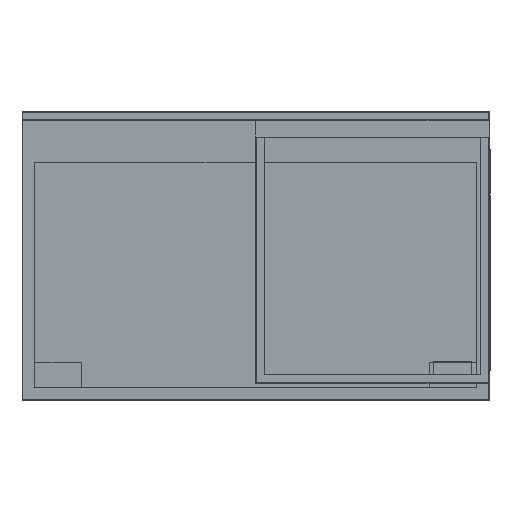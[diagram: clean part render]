
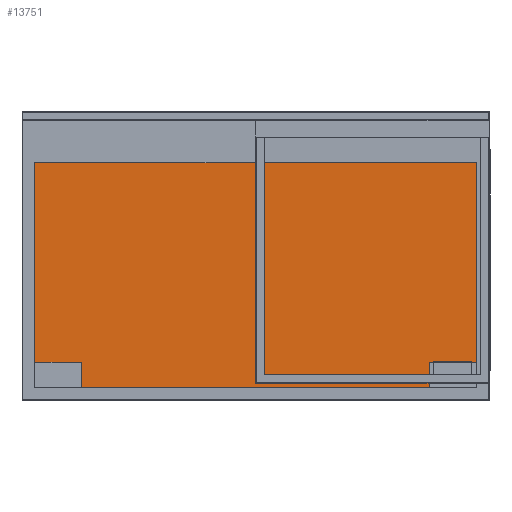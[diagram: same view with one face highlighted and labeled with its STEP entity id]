
A CAD part, front view. The second image highlights one B-rep face of the part: STEP entity #13751.
In plain terms, the highlighted planar face has unit normal (0, -1, 0).
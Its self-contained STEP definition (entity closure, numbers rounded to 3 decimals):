
#164 = VECTOR ( 'NONE', #14144, 1000. ) ;
#311 = CARTESIAN_POINT ( 'NONE',  ( 410., 0.8, -570. ) ) ;
#619 = EDGE_CURVE ( 'NONE', #9814, #4790, #8492, .T. ) ;
#1084 = EDGE_CURVE ( 'NONE', #7150, #10910, #14414, .T. ) ;
#1736 = VECTOR ( 'NONE', #6658, 1000. ) ;
#1781 = CARTESIAN_POINT ( 'NONE',  ( -410., 0.8, -630. ) ) ;
#1981 = DIRECTION ( 'NONE',  ( -1., 0., 0. ) ) ;
#2188 = CARTESIAN_POINT ( 'NONE',  ( 520., 0.8, -630. ) ) ;
#2614 = LINE ( 'NONE', #5984, #5322 ) ;
#2694 = CARTESIAN_POINT ( 'NONE',  ( -520., 0.8, -570. ) ) ;
#3035 = DIRECTION ( 'NONE',  ( 0., 0., 1. ) ) ;
#3122 = EDGE_CURVE ( 'NONE', #9814, #6416, #11330, .T. ) ;
#3126 = CARTESIAN_POINT ( 'NONE',  ( 520., 0.8, -570. ) ) ;
#3224 = VERTEX_POINT ( 'NONE', #4820 ) ;
#3362 = CARTESIAN_POINT ( 'NONE',  ( -410., 0.8, -570. ) ) ;
#3554 = FACE_OUTER_BOUND ( 'NONE', #5496, .T. ) ;
#3659 = CARTESIAN_POINT ( 'NONE',  ( -520., 0.8, -630. ) ) ;
#3754 = VECTOR ( 'NONE', #4911, 1000. ) ;
#3968 = CARTESIAN_POINT ( 'NONE',  ( -520., 0.8, -570. ) ) ;
#4095 = AXIS2_PLACEMENT_3D ( 'NONE', #12424, #8030, #12574 ) ;
#4260 = CARTESIAN_POINT ( 'NONE',  ( -520., 0.8, -101. ) ) ;
#4261 = EDGE_CURVE ( 'NONE', #4790, #3224, #2614, .T. ) ;
#4790 = VERTEX_POINT ( 'NONE', #311 ) ;
#4820 = CARTESIAN_POINT ( 'NONE',  ( 410., 0.8, -630. ) ) ;
#4890 = DIRECTION ( 'NONE',  ( 0., 0., -1. ) ) ;
#4911 = DIRECTION ( 'NONE',  ( 1., 0., 0. ) ) ;
#5179 = LINE ( 'NONE', #9681, #7363 ) ;
#5322 = VECTOR ( 'NONE', #4890, 1000. ) ;
#5496 = EDGE_LOOP ( 'NONE', ( #14357, #5610, #13721, #13998, #13955, #13303, #6491, #11455 ) ) ;
#5610 = ORIENTED_EDGE ( 'NONE', *, *, #9401, .T. ) ;
#5984 = CARTESIAN_POINT ( 'NONE',  ( 410., 0.8, -630. ) ) ;
#6229 = VECTOR ( 'NONE', #3035, 1000. ) ;
#6416 = VERTEX_POINT ( 'NONE', #8225 ) ;
#6491 = ORIENTED_EDGE ( 'NONE', *, *, #13628, .T. ) ;
#6658 = DIRECTION ( 'NONE',  ( 0., 0., 1. ) ) ;
#6865 = EDGE_CURVE ( 'NONE', #10910, #9137, #13936, .T. ) ;
#7150 = VERTEX_POINT ( 'NONE', #7226 ) ;
#7226 = CARTESIAN_POINT ( 'NONE',  ( -410., 0.8, -630. ) ) ;
#7363 = VECTOR ( 'NONE', #8567, 1000. ) ;
#7400 = DIRECTION ( 'NONE',  ( -1., 0., 0. ) ) ;
#8030 = DIRECTION ( 'NONE',  ( 0., 1., 0. ) ) ;
#8225 = CARTESIAN_POINT ( 'NONE',  ( 520., 0.8, -101. ) ) ;
#8492 = LINE ( 'NONE', #3126, #164 ) ;
#8567 = DIRECTION ( 'NONE',  ( 0., 0., -1. ) ) ;
#8928 = PLANE ( 'NONE',  #4095 ) ;
#9137 = VERTEX_POINT ( 'NONE', #3968 ) ;
#9401 = EDGE_CURVE ( 'NONE', #7150, #3224, #12609, .T. ) ;
#9681 = CARTESIAN_POINT ( 'NONE',  ( -520., 0.8, -630. ) ) ;
#9814 = VERTEX_POINT ( 'NONE', #12452 ) ;
#10910 = VERTEX_POINT ( 'NONE', #3362 ) ;
#11099 = CARTESIAN_POINT ( 'NONE',  ( -520., 0.8, -101. ) ) ;
#11237 = VERTEX_POINT ( 'NONE', #11099 ) ;
#11330 = LINE ( 'NONE', #2188, #1736 ) ;
#11455 = ORIENTED_EDGE ( 'NONE', *, *, #6865, .F. ) ;
#11757 = VECTOR ( 'NONE', #7400, 1000. ) ;
#12424 = CARTESIAN_POINT ( 'NONE',  ( 0., 0.8, 0. ) ) ;
#12452 = CARTESIAN_POINT ( 'NONE',  ( 520., 0.8, -570. ) ) ;
#12574 = DIRECTION ( 'NONE',  ( 0., 0., 1. ) ) ;
#12609 = LINE ( 'NONE', #3659, #3754 ) ;
#13303 = ORIENTED_EDGE ( 'NONE', *, *, #14385, .T. ) ;
#13628 = EDGE_CURVE ( 'NONE', #11237, #9137, #5179, .T. ) ;
#13721 = ORIENTED_EDGE ( 'NONE', *, *, #4261, .F. ) ;
#13751 = ADVANCED_FACE ( 'NONE', ( #3554 ), #8928, .F. ) ;
#13936 = LINE ( 'NONE', #2694, #11757 ) ;
#13955 = ORIENTED_EDGE ( 'NONE', *, *, #3122, .T. ) ;
#13998 = ORIENTED_EDGE ( 'NONE', *, *, #619, .F. ) ;
#14020 = VECTOR ( 'NONE', #1981, 1000. ) ;
#14144 = DIRECTION ( 'NONE',  ( -1., 0., 0. ) ) ;
#14324 = LINE ( 'NONE', #4260, #14020 ) ;
#14357 = ORIENTED_EDGE ( 'NONE', *, *, #1084, .F. ) ;
#14385 = EDGE_CURVE ( 'NONE', #6416, #11237, #14324, .T. ) ;
#14414 = LINE ( 'NONE', #1781, #6229 ) ;
